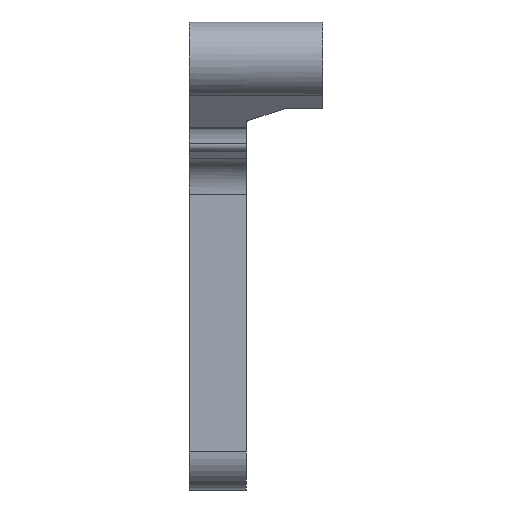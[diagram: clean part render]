
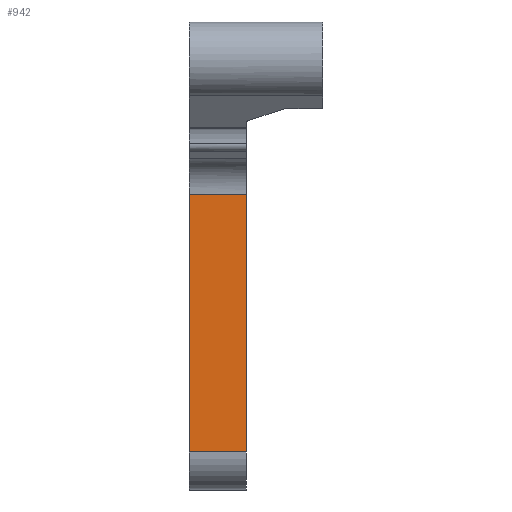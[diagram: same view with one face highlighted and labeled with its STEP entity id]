
A CAD part, left-side view. The second image highlights one B-rep face of the part: STEP entity #942.
In plain terms, the highlighted free-form (B-spline) face has degree [1, 1] with [2, 2] control points.
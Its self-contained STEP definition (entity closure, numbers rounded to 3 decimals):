
#36=B_SPLINE_CURVE_WITH_KNOTS('',3,(#1682,#1683,#1684,#1685),
 .UNSPECIFIED.,.F.,.F.,(4,4),(0.,1.),.UNSPECIFIED.);
#48=LINE('',#1357,#94);
#66=LINE('',#1555,#112);
#82=LINE('',#1686,#128);
#94=VECTOR('',#1074,1000.);
#112=VECTOR('',#1138,1000.);
#128=VECTOR('',#1174,1000.);
#146=B_SPLINE_SURFACE_WITH_KNOTS('',1,1,((#1678,#1679),(#1680,#1681)),
 .PLANE_SURF.,.F.,.F.,.F.,(2,2),(2,2),(0.,1.),(0.,1.),.UNSPECIFIED.);
#351=ORIENTED_EDGE('',*,*,#508,.T.);
#352=ORIENTED_EDGE('',*,*,#596,.T.);
#353=ORIENTED_EDGE('',*,*,#563,.T.);
#354=ORIENTED_EDGE('',*,*,#597,.T.);
#508=EDGE_CURVE('',#654,#653,#48,.T.);
#563=EDGE_CURVE('',#694,#693,#66,.T.);
#596=EDGE_CURVE('',#653,#694,#36,.T.);
#597=EDGE_CURVE('',#693,#654,#82,.T.);
#653=VERTEX_POINT('',#1356);
#654=VERTEX_POINT('',#1358);
#693=VERTEX_POINT('',#1554);
#694=VERTEX_POINT('',#1556);
#796=EDGE_LOOP('',(#351,#352,#353,#354));
#861=FACE_BOUND('',#796,.T.);
#942=ADVANCED_FACE('',(#861),#146,.F.);
#1074=DIRECTION('',(0.,0.,1.));
#1138=DIRECTION('',(0.,0.,-1.));
#1174=DIRECTION('',(0.,-1.,0.));
#1356=CARTESIAN_POINT('',(-5.,-15.,15.363));
#1357=CARTESIAN_POINT('',(-5.,-15.,0.234));
#1358=CARTESIAN_POINT('',(-5.,-15.,-18.429));
#1554=CARTESIAN_POINT('',(-5.,-7.5,-18.429));
#1555=CARTESIAN_POINT('',(-5.,-7.5,0.234));
#1556=CARTESIAN_POINT('',(-5.,-7.5,15.363));
#1678=CARTESIAN_POINT('',(-5.,-7.125,17.053));
#1679=CARTESIAN_POINT('',(-5.,-7.125,-20.119));
#1680=CARTESIAN_POINT('',(-5.,-15.375,17.053));
#1681=CARTESIAN_POINT('',(-5.,-15.375,-20.119));
#1682=CARTESIAN_POINT('',(-5.,-15.,15.363));
#1683=CARTESIAN_POINT('',(-5.,-12.5,15.363));
#1684=CARTESIAN_POINT('',(-5.,-10.,15.363));
#1685=CARTESIAN_POINT('',(-5.,-7.5,15.363));
#1686=CARTESIAN_POINT('',(-5.,-7.498,-18.429));
